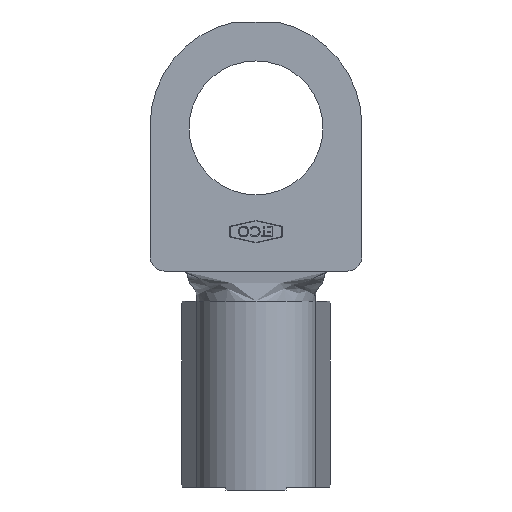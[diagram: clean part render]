
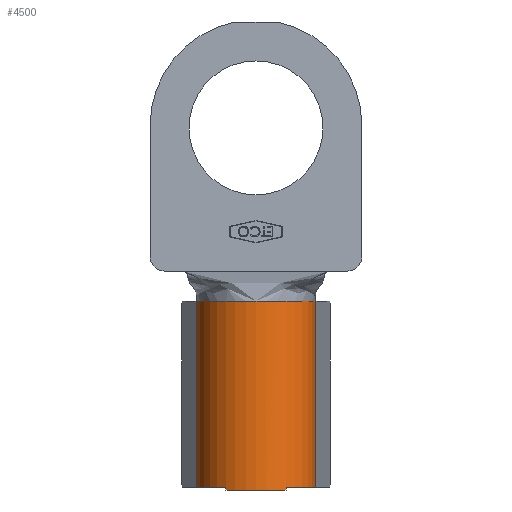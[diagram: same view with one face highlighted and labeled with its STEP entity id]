
A CAD part, front view. The second image highlights one B-rep face of the part: STEP entity #4500.
In plain terms, the highlighted cylindrical face has radius 5.334 mm (diameter 10.668 mm), a partial arc.
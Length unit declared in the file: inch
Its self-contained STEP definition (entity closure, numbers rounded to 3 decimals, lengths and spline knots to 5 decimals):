
#88 = CARTESIAN_POINT ( 'NONE',  ( 0., 0., 0. ) ) ;
#144 = DIRECTION ( 'NONE',  ( 0., 0., -1. ) ) ;
#186 = ORIENTED_EDGE ( 'NONE', *, *, #6595, .T. ) ;
#197 = EDGE_LOOP ( 'NONE', ( #186, #1826, #392, #1153, #686, #2370, #2023, #1407 ) ) ;
#237 = VERTEX_POINT ( 'NONE', #3005 ) ;
#243 = DIRECTION ( 'NONE',  ( -1., 0., 0. ) ) ;
#392 = ORIENTED_EDGE ( 'NONE', *, *, #4174, .F. ) ;
#551 = CARTESIAN_POINT ( 'NONE',  ( -0.105, -0.18187, -0.01 ) ) ;
#568 = EDGE_CURVE ( 'NONE', #2932, #1770, #4049, .T. ) ;
#686 = ORIENTED_EDGE ( 'NONE', *, *, #568, .T. ) ;
#1049 = CYLINDRICAL_SURFACE ( 'NONE', #6761, 0.21 ) ;
#1059 = VECTOR ( 'NONE', #4095, 39.37008 ) ;
#1143 = VECTOR ( 'NONE', #4379, 39.37008 ) ;
#1153 = ORIENTED_EDGE ( 'NONE', *, *, #3821, .T. ) ;
#1175 = AXIS2_PLACEMENT_3D ( 'NONE', #6550, #3486, #243 ) ;
#1293 = CARTESIAN_POINT ( 'NONE',  ( 0., 0., 0.65 ) ) ;
#1371 = CIRCLE ( 'NONE', #5407, 0.21 ) ;
#1407 = ORIENTED_EDGE ( 'NONE', *, *, #6546, .T. ) ;
#1436 = VERTEX_POINT ( 'NONE', #5413 ) ;
#1729 = VECTOR ( 'NONE', #144, 39.37008 ) ;
#1770 = VERTEX_POINT ( 'NONE', #2778 ) ;
#1826 = ORIENTED_EDGE ( 'NONE', *, *, #4503, .F. ) ;
#1853 = DIRECTION ( 'NONE',  ( 1., 0., 0. ) ) ;
#2023 = ORIENTED_EDGE ( 'NONE', *, *, #2777, .F. ) ;
#2359 = VERTEX_POINT ( 'NONE', #551 ) ;
#2370 = ORIENTED_EDGE ( 'NONE', *, *, #3461, .F. ) ;
#2422 = DIRECTION ( 'NONE',  ( 0., 0., 1. ) ) ;
#2584 = LINE ( 'NONE', #5889, #1143 ) ;
#2586 = CARTESIAN_POINT ( 'NONE',  ( -0.20666, -0.0373, 0. ) ) ;
#2747 = CARTESIAN_POINT ( 'NONE',  ( 0., 0., 0.65 ) ) ;
#2767 = DIRECTION ( 'NONE',  ( 0., 0., 1. ) ) ;
#2777 = EDGE_CURVE ( 'NONE', #3267, #237, #4310, .T. ) ;
#2778 = CARTESIAN_POINT ( 'NONE',  ( 0.20666, -0.0373, 0. ) ) ;
#2795 = DIRECTION ( 'NONE',  ( 0., 0., 1. ) ) ;
#2932 = VERTEX_POINT ( 'NONE', #6053 ) ;
#3005 = CARTESIAN_POINT ( 'NONE',  ( 0.20666, -0.0373, 0.65 ) ) ;
#3126 = DIRECTION ( 'NONE',  ( 1., 0., 0. ) ) ;
#3267 = VERTEX_POINT ( 'NONE', #3665 ) ;
#3268 = DIRECTION ( 'NONE',  ( 0., 0., -1. ) ) ;
#3461 = EDGE_CURVE ( 'NONE', #237, #1770, #2584, .T. ) ;
#3486 = DIRECTION ( 'NONE',  ( 0., 0., -1. ) ) ;
#3665 = CARTESIAN_POINT ( 'NONE',  ( -0.20666, -0.0373, 0.65 ) ) ;
#3790 = DIRECTION ( 'NONE',  ( -1., 0., 0. ) ) ;
#3803 = CIRCLE ( 'NONE', #1175, 0.21 ) ;
#3821 = EDGE_CURVE ( 'NONE', #6386, #2932, #5410, .T. ) ;
#3844 = CARTESIAN_POINT ( 'NONE',  ( 0.105, -0.18187, -0.01 ) ) ;
#3872 = VECTOR ( 'NONE', #2767, 39.37008 ) ;
#4049 = CIRCLE ( 'NONE', #4498, 0.21 ) ;
#4095 = DIRECTION ( 'NONE',  ( 0., 0., 1. ) ) ;
#4174 = EDGE_CURVE ( 'NONE', #6386, #2359, #3803, .T. ) ;
#4310 = CIRCLE ( 'NONE', #5117, 0.21 ) ;
#4362 = VERTEX_POINT ( 'NONE', #2586 ) ;
#4379 = DIRECTION ( 'NONE',  ( 0., 0., -1. ) ) ;
#4498 = AXIS2_PLACEMENT_3D ( 'NONE', #88, #2795, #3126 ) ;
#4500 = ADVANCED_FACE ( 'NONE', ( #5256 ), #1049, .T. ) ;
#4503 = EDGE_CURVE ( 'NONE', #2359, #1436, #5560, .T. ) ;
#4506 = LINE ( 'NONE', #4972, #1729 ) ;
#4615 = CARTESIAN_POINT ( 'NONE',  ( 0.105, -0.18187, -0.01 ) ) ;
#4972 = CARTESIAN_POINT ( 'NONE',  ( -0.20666, -0.0373, 0.65 ) ) ;
#4978 = DIRECTION ( 'NONE',  ( 0., 0., 1. ) ) ;
#5117 = AXIS2_PLACEMENT_3D ( 'NONE', #1293, #4978, #1853 ) ;
#5256 = FACE_OUTER_BOUND ( 'NONE', #197, .T. ) ;
#5407 = AXIS2_PLACEMENT_3D ( 'NONE', #5523, #2422, #6021 ) ;
#5410 = LINE ( 'NONE', #4615, #1059 ) ;
#5413 = CARTESIAN_POINT ( 'NONE',  ( -0.105, -0.18187, 0. ) ) ;
#5523 = CARTESIAN_POINT ( 'NONE',  ( 0., 0., 0. ) ) ;
#5560 = LINE ( 'NONE', #5844, #3872 ) ;
#5844 = CARTESIAN_POINT ( 'NONE',  ( -0.105, -0.18187, -0.01 ) ) ;
#5889 = CARTESIAN_POINT ( 'NONE',  ( 0.20666, -0.0373, 0.65 ) ) ;
#6021 = DIRECTION ( 'NONE',  ( 1., 0., 0. ) ) ;
#6053 = CARTESIAN_POINT ( 'NONE',  ( 0.105, -0.18187, 0. ) ) ;
#6386 = VERTEX_POINT ( 'NONE', #3844 ) ;
#6546 = EDGE_CURVE ( 'NONE', #3267, #4362, #4506, .T. ) ;
#6550 = CARTESIAN_POINT ( 'NONE',  ( 0., 0., -0.01 ) ) ;
#6595 = EDGE_CURVE ( 'NONE', #4362, #1436, #1371, .T. ) ;
#6761 = AXIS2_PLACEMENT_3D ( 'NONE', #2747, #3268, #3790 ) ;
